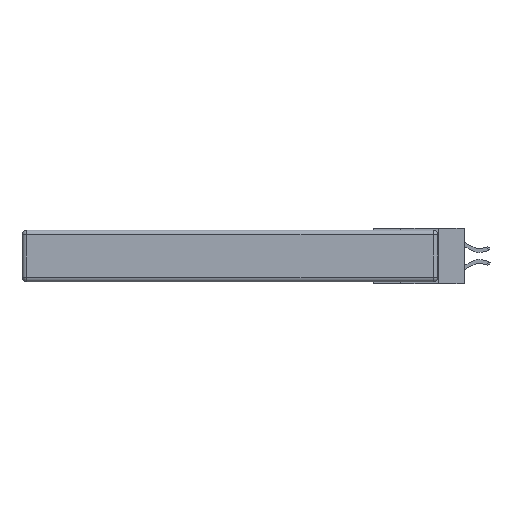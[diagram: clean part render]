
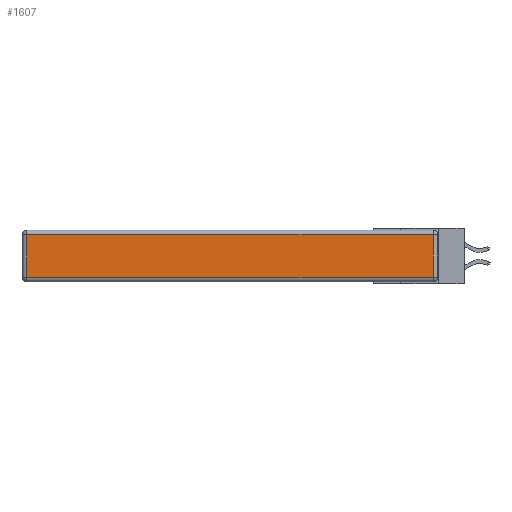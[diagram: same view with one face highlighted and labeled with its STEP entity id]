
A CAD part, left-side view. The second image highlights one B-rep face of the part: STEP entity #1607.
In plain terms, the highlighted planar face has unit normal (-1, 0, 0).
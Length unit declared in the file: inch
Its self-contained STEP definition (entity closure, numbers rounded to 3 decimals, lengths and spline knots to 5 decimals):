
#743 = VERTEX_POINT ( 'NONE', #2497 ) ;
#995 = ORIENTED_EDGE ( 'NONE', *, *, #5540, .T. ) ;
#1242 = DIRECTION ( 'NONE',  ( 0., -1., 0. ) ) ;
#1414 = AXIS2_PLACEMENT_3D ( 'NONE', #2810, #10915, #6292 ) ;
#1583 = EDGE_LOOP ( 'NONE', ( #10196, #8418, #995, #10413 ) ) ;
#1607 = ADVANCED_FACE ( 'NONE', ( #12512 ), #8476, .T. ) ;
#1947 = VERTEX_POINT ( 'NONE', #12612 ) ;
#2497 = CARTESIAN_POINT ( 'NONE',  ( 0., 0.03, -0.313 ) ) ;
#2734 = EDGE_CURVE ( 'NONE', #1947, #13008, #5274, .T. ) ;
#2810 = CARTESIAN_POINT ( 'NONE',  ( 0., 0., -0.343 ) ) ;
#5274 = LINE ( 'NONE', #10253, #13572 ) ;
#5540 = EDGE_CURVE ( 'NONE', #12156, #1947, #12955, .T. ) ;
#5645 = DIRECTION ( 'NONE',  ( 0., 1., 0. ) ) ;
#5921 = EDGE_CURVE ( 'NONE', #13008, #743, #14216, .T. ) ;
#6292 = DIRECTION ( 'NONE',  ( 0., 0., 1. ) ) ;
#6795 = VECTOR ( 'NONE', #5645, 39.37008 ) ;
#7274 = LINE ( 'NONE', #14849, #9836 ) ;
#8053 = VECTOR ( 'NONE', #1242, 39.37008 ) ;
#8418 = ORIENTED_EDGE ( 'NONE', *, *, #9607, .T. ) ;
#8476 = PLANE ( 'NONE',  #1414 ) ;
#9607 = EDGE_CURVE ( 'NONE', #743, #12156, #7274, .T. ) ;
#9836 = VECTOR ( 'NONE', #11498, 39.37008 ) ;
#10196 = ORIENTED_EDGE ( 'NONE', *, *, #5921, .T. ) ;
#10201 = CARTESIAN_POINT ( 'NONE',  ( 0., 0.03, -0.03 ) ) ;
#10253 = CARTESIAN_POINT ( 'NONE',  ( 0., 2.72, -0.343 ) ) ;
#10413 = ORIENTED_EDGE ( 'NONE', *, *, #2734, .T. ) ;
#10645 = CARTESIAN_POINT ( 'NONE',  ( 0., 2.72, -0.313 ) ) ;
#10915 = DIRECTION ( 'NONE',  ( -1., 0., 0. ) ) ;
#11498 = DIRECTION ( 'NONE',  ( 0., 0., 1. ) ) ;
#11864 = CARTESIAN_POINT ( 'NONE',  ( 0., 0., -0.313 ) ) ;
#12156 = VERTEX_POINT ( 'NONE', #10201 ) ;
#12512 = FACE_OUTER_BOUND ( 'NONE', #1583, .T. ) ;
#12612 = CARTESIAN_POINT ( 'NONE',  ( 0., 2.72, -0.03 ) ) ;
#12955 = LINE ( 'NONE', #13689, #6795 ) ;
#13008 = VERTEX_POINT ( 'NONE', #10645 ) ;
#13572 = VECTOR ( 'NONE', #14817, 39.37008 ) ;
#13689 = CARTESIAN_POINT ( 'NONE',  ( 0., 2.75, -0.03 ) ) ;
#14216 = LINE ( 'NONE', #11864, #8053 ) ;
#14817 = DIRECTION ( 'NONE',  ( 0., 0., -1. ) ) ;
#14849 = CARTESIAN_POINT ( 'NONE',  ( 0., 0.03, -0.343 ) ) ;
